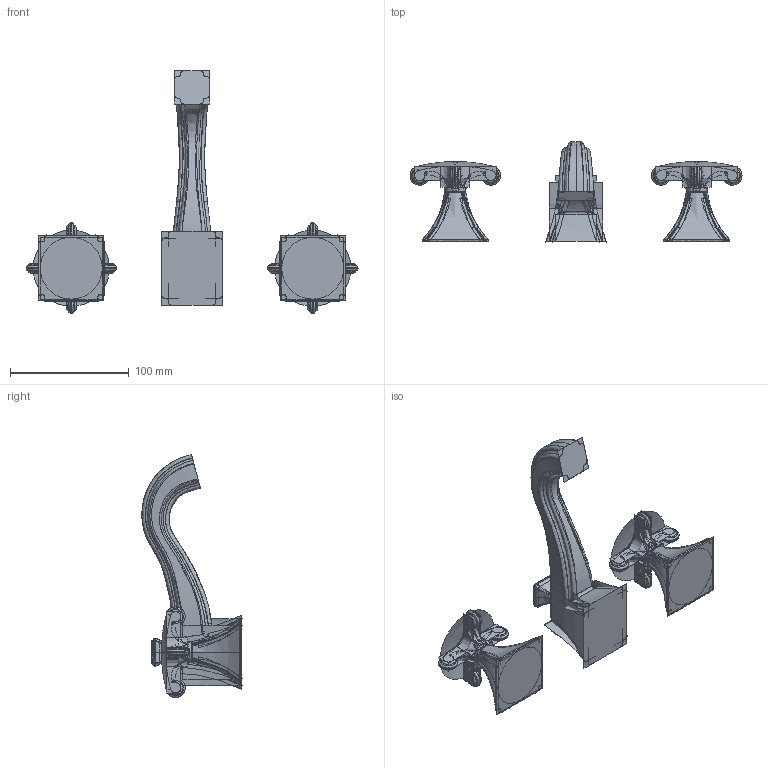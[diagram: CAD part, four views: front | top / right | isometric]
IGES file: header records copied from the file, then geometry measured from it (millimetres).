
Start section:  PTC IGES file: 2520_1_asm.igs
Global section: file name: 2520_1_asm.igs; native system: Creo Parametric by PTC Inc.; preprocessor: 2018400; author: jinson.thomas; organization: Unknown; date: 20201127.133916; units: inch
Bounding box: 279.4 x 84.4 x 204.52 mm (x, y, z)
Volume: 301691.9 mm3; surface area: 256900.1 mm2
Topology: 3 solids, 3 shells, 1688 faces, 7863 edges, 9479 vertices
Faces by surface type: bspline 1122, revolution 550, extrusion 16
